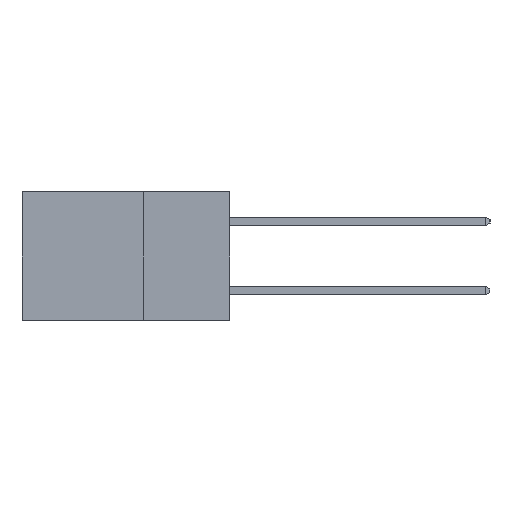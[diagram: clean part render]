
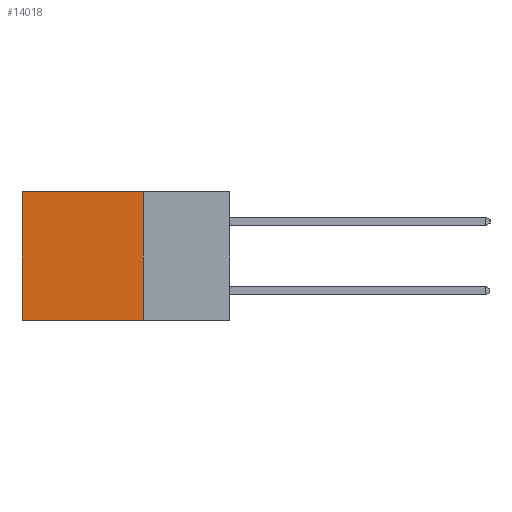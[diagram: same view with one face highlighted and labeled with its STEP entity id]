
A CAD part, left-side view. The second image highlights one B-rep face of the part: STEP entity #14018.
In plain terms, the highlighted planar face has unit normal (-1, 0, 0).
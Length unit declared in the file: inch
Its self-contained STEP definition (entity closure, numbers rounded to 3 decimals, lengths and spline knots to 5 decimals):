
#399 = CARTESIAN_POINT ( 'NONE',  ( 0.2615, 0.25, 0. ) ) ;
#997 = VECTOR ( 'NONE', #13919, 39.37008 ) ;
#2054 = CARTESIAN_POINT ( 'NONE',  ( 0.2615, 0.6, -0.37 ) ) ;
#2911 = DIRECTION ( 'NONE',  ( 1., 0., 0. ) ) ;
#4400 = VECTOR ( 'NONE', #14632, 39.37008 ) ;
#4711 = EDGE_CURVE ( 'NONE', #20428, #9127, #20379, .T. ) ;
#5357 = CARTESIAN_POINT ( 'NONE',  ( 0.2615, 0.6, 0. ) ) ;
#6030 = ORIENTED_EDGE ( 'NONE', *, *, #13990, .T. ) ;
#6188 = AXIS2_PLACEMENT_3D ( 'NONE', #10809, #2911, #15208 ) ;
#6222 = LINE ( 'NONE', #20484, #15258 ) ;
#7336 = ORIENTED_EDGE ( 'NONE', *, *, #4711, .F. ) ;
#7485 = DIRECTION ( 'NONE',  ( 0., 1., 0. ) ) ;
#7512 = EDGE_CURVE ( 'NONE', #20428, #17843, #12877, .T. ) ;
#7767 = CARTESIAN_POINT ( 'NONE',  ( 0.2615, 0.25, -0.37 ) ) ;
#7837 = EDGE_LOOP ( 'NONE', ( #6030, #14175, #7336, #18943 ) ) ;
#7881 = DIRECTION ( 'NONE',  ( 0., 0., -1. ) ) ;
#8760 = LINE ( 'NONE', #17191, #8833 ) ;
#8833 = VECTOR ( 'NONE', #7881, 39.37008 ) ;
#8857 = PLANE ( 'NONE',  #6188 ) ;
#9127 = VERTEX_POINT ( 'NONE', #7767 ) ;
#10809 = CARTESIAN_POINT ( 'NONE',  ( 0.2615, 0.25, -0.37 ) ) ;
#12877 = LINE ( 'NONE', #399, #4400 ) ;
#13919 = DIRECTION ( 'NONE',  ( 0., 0., -1. ) ) ;
#13990 = EDGE_CURVE ( 'NONE', #17843, #17369, #8760, .T. ) ;
#14018 = ADVANCED_FACE ( 'NONE', ( #15109 ), #8857, .F. ) ;
#14175 = ORIENTED_EDGE ( 'NONE', *, *, #18376, .F. ) ;
#14613 = CARTESIAN_POINT ( 'NONE',  ( 0.2615, 0.25, 0. ) ) ;
#14632 = DIRECTION ( 'NONE',  ( 0., 1., 0. ) ) ;
#15109 = FACE_OUTER_BOUND ( 'NONE', #7837, .T. ) ;
#15208 = DIRECTION ( 'NONE',  ( 0., 0., -1. ) ) ;
#15258 = VECTOR ( 'NONE', #7485, 39.37008 ) ;
#17191 = CARTESIAN_POINT ( 'NONE',  ( 0.2615, 0.6, -0.37 ) ) ;
#17369 = VERTEX_POINT ( 'NONE', #2054 ) ;
#17843 = VERTEX_POINT ( 'NONE', #5357 ) ;
#18376 = EDGE_CURVE ( 'NONE', #9127, #17369, #6222, .T. ) ;
#18629 = CARTESIAN_POINT ( 'NONE',  ( 0.2615, 0.25, -0.37 ) ) ;
#18943 = ORIENTED_EDGE ( 'NONE', *, *, #7512, .T. ) ;
#20379 = LINE ( 'NONE', #18629, #997 ) ;
#20428 = VERTEX_POINT ( 'NONE', #14613 ) ;
#20484 = CARTESIAN_POINT ( 'NONE',  ( 0.2615, 0.25, -0.37 ) ) ;
